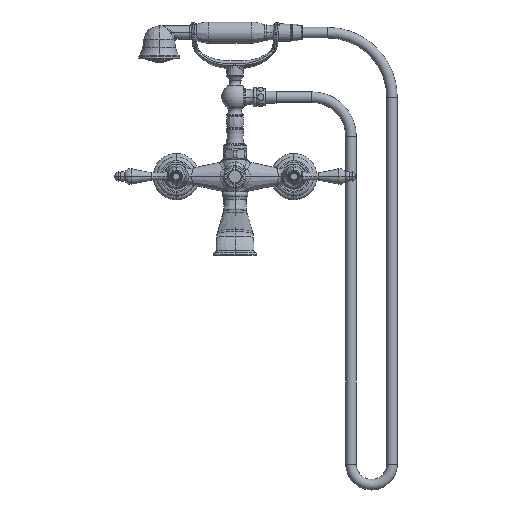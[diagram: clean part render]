
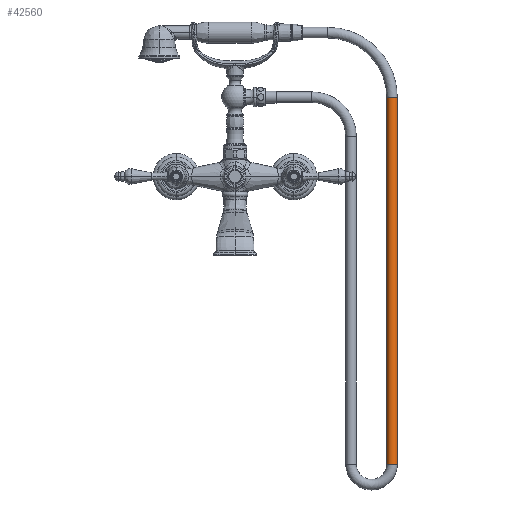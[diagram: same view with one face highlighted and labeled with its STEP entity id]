
A CAD part, top view. The second image highlights one B-rep face of the part: STEP entity #42560.
In plain terms, the highlighted cylindrical face has radius 6.858 mm (diameter 13.716 mm), a partial arc.
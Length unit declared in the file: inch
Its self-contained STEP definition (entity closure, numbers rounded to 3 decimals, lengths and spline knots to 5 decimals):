
#17449=DIRECTION('',(0.,-1.,0.));
#17450=VECTOR('',#17449,18.713);
#17451=CARTESIAN_POINT('',(7.73343,4.04827,0.));
#17452=LINE('',#17451,#17450);
#17453=CARTESIAN_POINT('',(8.00343,4.04827,0.));
#17454=DIRECTION('',(0.,-1.,0.));
#17455=DIRECTION('',(1.,0.,0.));
#17456=AXIS2_PLACEMENT_3D('',#17453,#17454,#17455);
#17458=DIRECTION('',(0.,-1.,0.));
#17459=VECTOR('',#17458,18.713);
#17460=CARTESIAN_POINT('',(8.27343,4.04827,0.));
#17461=LINE('',#17460,#17459);
#17462=CARTESIAN_POINT('',(8.00343,-14.66473,0.));
#17463=DIRECTION('',(0.,-1.,0.));
#17464=DIRECTION('',(1.,0.,0.));
#17465=AXIS2_PLACEMENT_3D('',#17462,#17463,#17464);
#19323=CARTESIAN_POINT('',(7.73343,4.04827,0.));
#19324=CARTESIAN_POINT('',(8.27343,4.04827,0.));
#19325=VERTEX_POINT('',#19323);
#19326=VERTEX_POINT('',#19324);
#19327=CARTESIAN_POINT('',(7.73343,-14.66473,0.));
#19328=VERTEX_POINT('',#19327);
#19329=CARTESIAN_POINT('',(8.27343,-14.66473,0.));
#19330=VERTEX_POINT('',#19329);
#42548=CARTESIAN_POINT('',(8.00343,4.04827,0.));
#42549=DIRECTION('',(0.,-1.,0.));
#42550=DIRECTION('',(-1.,0.,0.));
#42551=AXIS2_PLACEMENT_3D('',#42548,#42549,#42550);
#42552=CYLINDRICAL_SURFACE('',#42551,0.27);
#42553=ORIENTED_EDGE('',*,*,#42513,.F.);
#42554=ORIENTED_EDGE('',*,*,#42543,.T.);
#42556=ORIENTED_EDGE('',*,*,#42555,.T.);
#42557=ORIENTED_EDGE('',*,*,#42539,.F.);
#42558=EDGE_LOOP('',(#42553,#42554,#42556,#42557));
#42559=FACE_OUTER_BOUND('',#42558,.F.);
#42560=ADVANCED_FACE('',(#42559),#42552,.T.);
#17457=CIRCLE('',#17456,0.27);
#17466=CIRCLE('',#17465,0.27);
#42513=EDGE_CURVE('',#19326,#19325,#17457,.T.);
#42539=EDGE_CURVE('',#19325,#19328,#17452,.T.);
#42543=EDGE_CURVE('',#19326,#19330,#17461,.T.);
#42555=EDGE_CURVE('',#19330,#19328,#17466,.T.);
